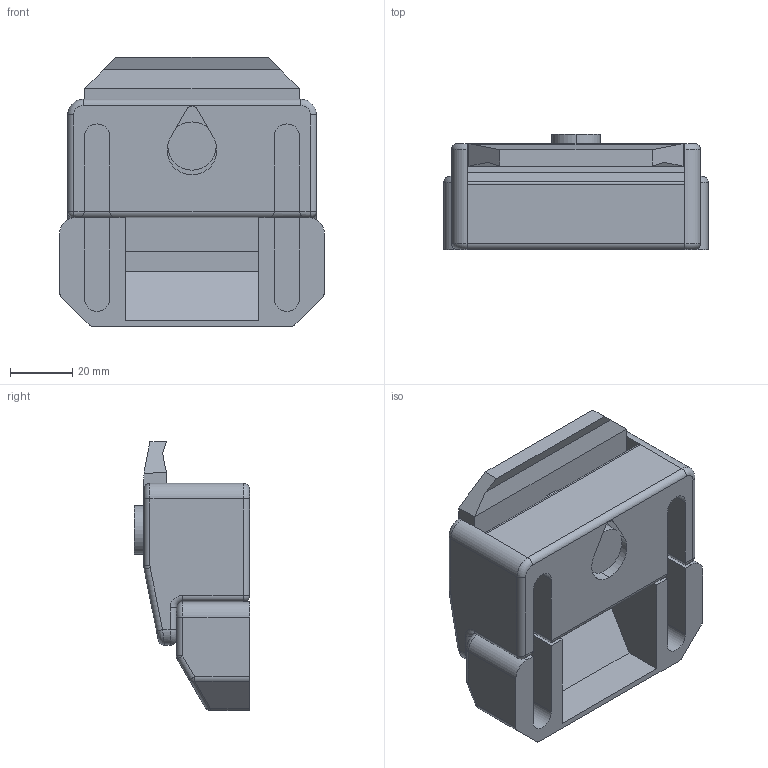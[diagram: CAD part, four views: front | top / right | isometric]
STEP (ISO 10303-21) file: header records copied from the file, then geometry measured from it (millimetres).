
FILE_DESCRIPTION (( 'STEP AP214' ), '1' );
FILE_NAME ('Äâåðíîé çàìîê (â ñáîðå).STEP', '2025-09-08T12:52:01', ( '' ), ( '' ), 'SwSTEP 2.0', 'SolidWorks 2021', '' );
FILE_SCHEMA (( 'AUTOMOTIVE_DESIGN' ));
Length unit declared in the file: millimetre
Products named in the file (5): 栴瘔緡縺; Çàùåëêà; Îòâåòíàÿ ÷àñòü; 扻豵鵨; Äâåðíîé çàìîê (â ñáîðå)
Assembly tree (4 placements, depth 2):
  Äâåðíîé çàìîê (â ñáîðå)
    扻豵鵨
    Îòâåòíàÿ ÷àñòü
    栴瘔緡縺
    Çàùåëêà
Bounding box: 85 x 37 x 86.48 mm (x, y, z)
Volume: 134214.1 mm3; surface area: 40935.4 mm2
Topology: 4 solids, 4 shells, 164 faces, 408 edges, 248 vertices
Faces by surface type: plane 77, cylinder 65, torus 12, sphere 8, bspline 2
Entity records: 5022 total; most frequent: CARTESIAN_POINT 927, DIRECTION 852, ORIENTED_EDGE 804, EDGE_CURVE 402, AXIS2_PLACEMENT_3D 297, LINE 258, VECTOR 258, VERTEX_POINT 248
